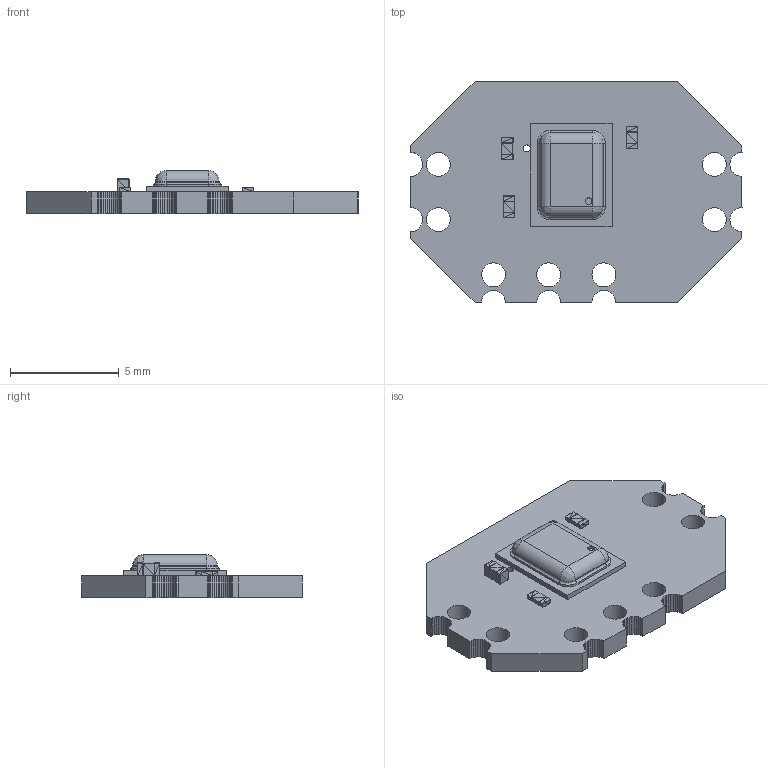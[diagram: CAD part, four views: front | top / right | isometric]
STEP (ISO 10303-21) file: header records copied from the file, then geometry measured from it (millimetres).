
FILE_DESCRIPTION(('for SolidWorks'),'2;1');
FILE_NAME('INMP441.step','2015-02-22T17:00:36',('Chris Hamilton') ,(''),'Open CASCADE STEP processor 6.6','Diptrace','Unknown');
FILE_SCHEMA(('AUTOMOTIVE_DESIGN { 1 0 10303 214 1 1 1 1 }'));
Length unit declared in the file: millimetre
Products named in the file (5): PCB; Board; Model_2; cap_0402; res_0402
Assembly tree (5 placements, depth 2):
  PCB
    Board
    Model_2
    cap_0402
    res_0402  x2
Bounding box: 15.28 x 10.16 x 1.98 mm (x, y, z)
Volume: 126.9 mm3; surface area: 382.8 mm2
Topology: 1 solids, 5 shells, 622 faces, 1233 edges, 630 vertices
Faces by surface type: plane 580, cylinder 34, bspline 8
Full cylindrical faces by diameter (mm): 0.33 x2, 0.65 x1, 1.1 x7
Entity records: 15134 total; most frequent: CARTESIAN_POINT 2233, DIRECTION 2103, ORIENTED_EDGE 2086, EDGE_CURVE 1043, LINE 975, VECTOR 975, VERTEX_POINT 566, AXIS2_PLACEMENT_3D 564
